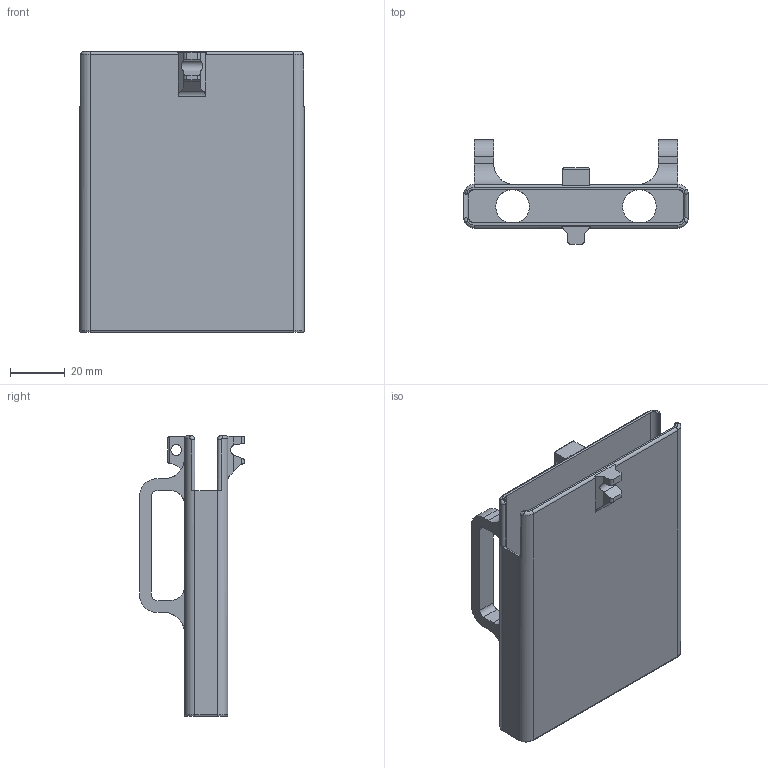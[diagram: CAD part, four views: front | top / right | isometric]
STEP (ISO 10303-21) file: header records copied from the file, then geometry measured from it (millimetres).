
FILE_DESCRIPTION(/* description */ (''),/* implementation_level */ '2;1');
FILE_NAME(/* name */ 'Redmi8holster v1.stp',/* time_stamp */ '2023-01-01T15:21:21+01:00',/* author */ (''),/* organization */ (''),/* preprocessor_version */ 'ST-DEVELOPER v19.2',/* originating_system */ 'Autodesk Translation Framework v11.17.0.187',/* authorisation */ '');
FILE_SCHEMA (('AUTOMOTIVE_DESIGN { 1 0 10303 214 3 1 1 }'));
Length unit declared in the file: millimetre
Products named in the file (1): Redmi8_holster
Bounding box: 81.8 x 38.11 x 102.2 mm (x, y, z)
Volume: 40575.5 mm3; surface area: 42004.3 mm2
Topology: 1 solids, 1 shells, 124 faces, 340 edges, 216 vertices
Faces by surface type: cylinder 61, plane 51, torus 8, bspline 4
Full cylindrical faces by diameter (mm): 4 x1
Entity records: 4293 total; most frequent: CARTESIAN_POINT 1059, ORIENTED_EDGE 680, DIRECTION 674, EDGE_CURVE 340, AXIS2_PLACEMENT_3D 239, VERTEX_POINT 216, LINE 196, VECTOR 196
